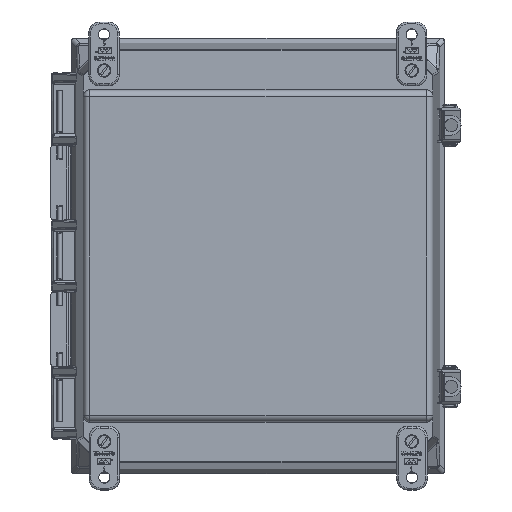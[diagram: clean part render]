
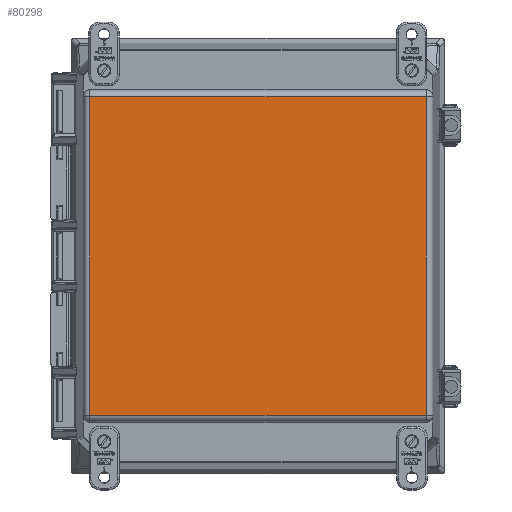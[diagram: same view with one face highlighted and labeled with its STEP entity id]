
A CAD part, front view. The second image highlights one B-rep face of the part: STEP entity #80298.
In plain terms, the highlighted planar face has unit normal (0, -1, 0).
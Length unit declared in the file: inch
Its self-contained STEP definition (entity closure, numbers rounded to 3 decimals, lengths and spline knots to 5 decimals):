
#7049 = DIRECTION ( 'NONE',  ( 0., 0., -1. ) ) ;
#15571 = CARTESIAN_POINT ( 'NONE',  ( -4.82992, -6.125, -4.56942 ) ) ;
#19043 = DIRECTION ( 'NONE',  ( 0., 0., 1. ) ) ;
#22075 = VERTEX_POINT ( 'NONE', #15571 ) ;
#31411 = LINE ( 'NONE', #75450, #59412 ) ;
#34501 = ORIENTED_EDGE ( 'NONE', *, *, #58373, .T. ) ;
#35131 = ORIENTED_EDGE ( 'NONE', *, *, #82312, .T. ) ;
#36190 = ORIENTED_EDGE ( 'NONE', *, *, #63736, .T. ) ;
#36551 = CARTESIAN_POINT ( 'NONE',  ( 4.82992, -6.125, 4.56942 ) ) ;
#37895 = CARTESIAN_POINT ( 'NONE',  ( -4.82992, -6.125, -4.75 ) ) ;
#41136 = LINE ( 'NONE', #82636, #69156 ) ;
#42398 = PLANE ( 'NONE',  #61393 ) ;
#43566 = FACE_OUTER_BOUND ( 'NONE', #103941, .T. ) ;
#44648 = LINE ( 'NONE', #110309, #66781 ) ;
#46996 = VECTOR ( 'NONE', #47420, 39.37008 ) ;
#47420 = DIRECTION ( 'NONE',  ( 0., 0., -1. ) ) ;
#54033 = EDGE_CURVE ( 'NONE', #69061, #104102, #31411, .T. ) ;
#58373 = EDGE_CURVE ( 'NONE', #111031, #22075, #122148, .T. ) ;
#58648 = CARTESIAN_POINT ( 'NONE',  ( -4.82992, -6.125, 4.56942 ) ) ;
#59412 = VECTOR ( 'NONE', #19043, 39.37008 ) ;
#61393 = AXIS2_PLACEMENT_3D ( 'NONE', #117389, #63467, #7049 ) ;
#63467 = DIRECTION ( 'NONE',  ( 0., -1., 0. ) ) ;
#63736 = EDGE_CURVE ( 'NONE', #22075, #69061, #41136, .T. ) ;
#64161 = DIRECTION ( 'NONE',  ( 1., 0., 0. ) ) ;
#66781 = VECTOR ( 'NONE', #91320, 39.37008 ) ;
#68721 = ORIENTED_EDGE ( 'NONE', *, *, #54033, .T. ) ;
#69061 = VERTEX_POINT ( 'NONE', #116301 ) ;
#69156 = VECTOR ( 'NONE', #64161, 39.37008 ) ;
#75450 = CARTESIAN_POINT ( 'NONE',  ( 4.82992, -6.125, 4.75 ) ) ;
#80298 = ADVANCED_FACE ( 'NONE', ( #43566 ), #42398, .T. ) ;
#82312 = EDGE_CURVE ( 'NONE', #104102, #111031, #44648, .T. ) ;
#82636 = CARTESIAN_POINT ( 'NONE',  ( 5.0105, -6.125, -4.56942 ) ) ;
#91320 = DIRECTION ( 'NONE',  ( -1., 0., 0. ) ) ;
#103941 = EDGE_LOOP ( 'NONE', ( #35131, #34501, #36190, #68721 ) ) ;
#104102 = VERTEX_POINT ( 'NONE', #36551 ) ;
#110309 = CARTESIAN_POINT ( 'NONE',  ( -5.0105, -6.125, 4.56942 ) ) ;
#111031 = VERTEX_POINT ( 'NONE', #58648 ) ;
#116301 = CARTESIAN_POINT ( 'NONE',  ( 4.82992, -6.125, -4.56942 ) ) ;
#117389 = CARTESIAN_POINT ( 'NONE',  ( -5.36, -6.125, -6.25 ) ) ;
#122148 = LINE ( 'NONE', #37895, #46996 ) ;
